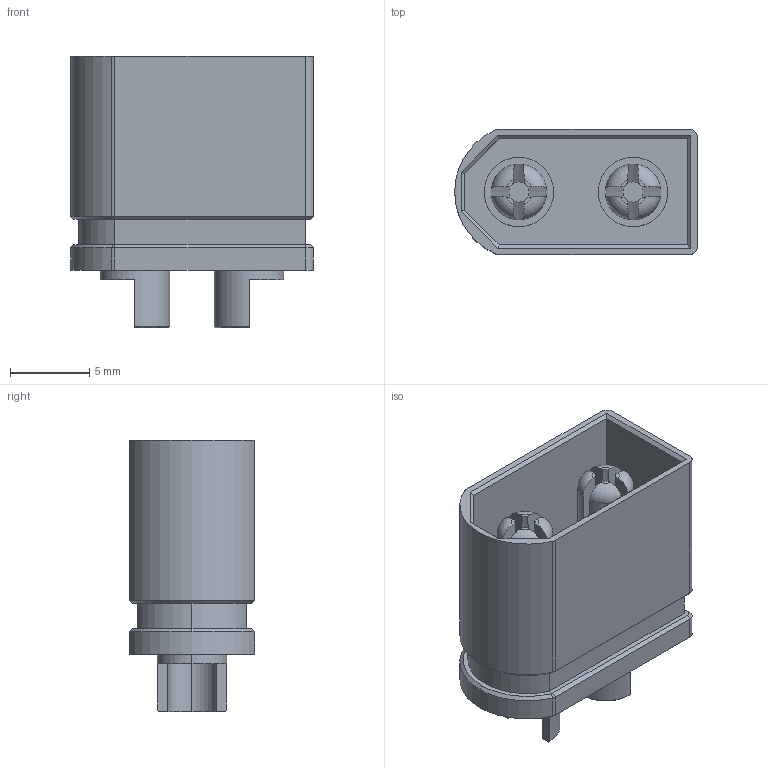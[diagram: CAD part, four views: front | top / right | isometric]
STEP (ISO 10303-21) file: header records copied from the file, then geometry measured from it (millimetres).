
FILE_DESCRIPTION (( 'STEP AP214' ), '1' );
FILE_NAME ('錨璃2.STEP', '2024-08-28T02:40:26', ( '' ), ( '' ), 'SwSTEP 2.0', 'SolidWorks 2021', '' );
FILE_SCHEMA (( 'AUTOMOTIVE_DESIGN' ));
Length unit declared in the file: millimetre
Products named in the file (1): 錨璃2
Bounding box: 15.3 x 7.9 x 17.15 mm (x, y, z)
Volume: 730.2 mm3; surface area: 1804.7 mm2
Topology: 1 solids, 1 shells, 360 faces, 952 edges, 624 vertices
Faces by surface type: plane 205, bspline 98, cylinder 34, cone 15, torus 8
Entity records: 15670 total; most frequent: CARTESIAN_POINT 3467, ORIENTED_EDGE 1904, DIRECTION 1338, EDGE_CURVE 952, VERTEX_POINT 624, LINE 596, VECTOR 596, EDGE_LOOP 390
